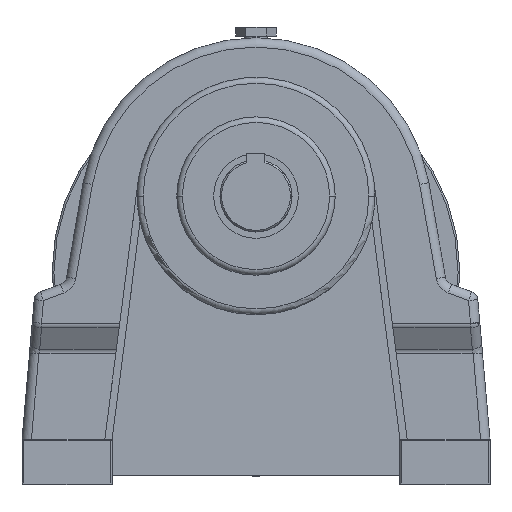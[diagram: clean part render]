
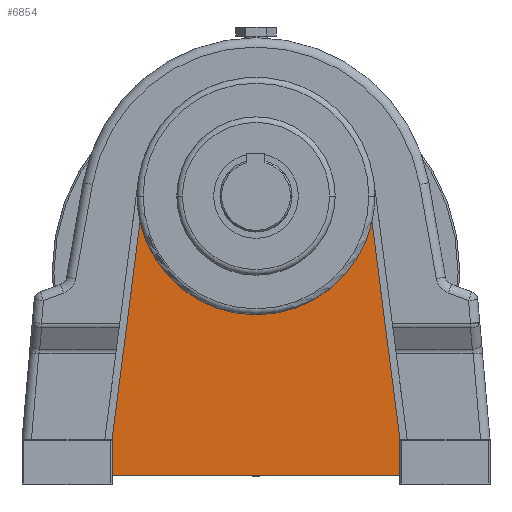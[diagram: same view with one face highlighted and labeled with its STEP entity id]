
A CAD part, top view. The second image highlights one B-rep face of the part: STEP entity #6854.
In plain terms, the highlighted planar face has unit normal (0, 0, 1).
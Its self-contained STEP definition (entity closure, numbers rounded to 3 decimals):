
#191 = ORIENTED_EDGE ( 'NONE', *, *, #5012, .T. ) ;
#192 = VECTOR ( 'NONE', #5633, 1000. ) ;
#462 = CARTESIAN_POINT ( 'NONE',  ( 0., 0., -14.022 ) ) ;
#553 = VERTEX_POINT ( 'NONE', #2707 ) ;
#600 = DIRECTION ( 'NONE',  ( 0., 0., 1. ) ) ;
#891 = EDGE_CURVE ( 'NONE', #5701, #2224, #2012, .T. ) ;
#1057 = DIRECTION ( 'NONE',  ( -0.128, 0.992, 0. ) ) ;
#1102 = VECTOR ( 'NONE', #1319, 1000. ) ;
#1233 = CARTESIAN_POINT ( 'NONE',  ( -80., -155., -14.022 ) ) ;
#1319 = DIRECTION ( 'NONE',  ( -0.128, -0.992, 0. ) ) ;
#1630 = EDGE_CURVE ( 'NONE', #3607, #5701, #2156, .T. ) ;
#1670 = DIRECTION ( 'NONE',  ( 1., 0., 0. ) ) ;
#1714 = EDGE_LOOP ( 'NONE', ( #3940, #5364, #5914, #5533, #3907, #191 ) ) ;
#1839 = AXIS2_PLACEMENT_3D ( 'NONE', #462, #600, #5366 ) ;
#1961 = CARTESIAN_POINT ( 'NONE',  ( 80., -155., -14.022 ) ) ;
#1984 = VECTOR ( 'NONE', #2311, 1000. ) ;
#2012 = LINE ( 'NONE', #5368, #3248 ) ;
#2071 = CARTESIAN_POINT ( 'NONE',  ( 0., 0., -14.022 ) ) ;
#2156 = LINE ( 'NONE', #1961, #192 ) ;
#2163 = PLANE ( 'NONE',  #1839 ) ;
#2190 = VERTEX_POINT ( 'NONE', #1233 ) ;
#2213 = CARTESIAN_POINT ( 'NONE',  ( -80., -155., -14.022 ) ) ;
#2224 = VERTEX_POINT ( 'NONE', #2990 ) ;
#2244 = CARTESIAN_POINT ( 'NONE',  ( -80., -135., -14.022 ) ) ;
#2311 = DIRECTION ( 'NONE',  ( 0., -1., 0. ) ) ;
#2392 = LINE ( 'NONE', #2244, #1984 ) ;
#2422 = EDGE_CURVE ( 'NONE', #3835, #2190, #2392, .T. ) ;
#2707 = CARTESIAN_POINT ( 'NONE',  ( -64.41, -14.398, -14.022 ) ) ;
#2774 = AXIS2_PLACEMENT_3D ( 'NONE', #2071, #5743, #4773 ) ;
#2990 = CARTESIAN_POINT ( 'NONE',  ( 64.41, -14.398, -14.022 ) ) ;
#3248 = VECTOR ( 'NONE', #1057, 1000. ) ;
#3467 = LINE ( 'NONE', #2213, #5920 ) ;
#3520 = FACE_OUTER_BOUND ( 'NONE', #1714, .T. ) ;
#3607 = VERTEX_POINT ( 'NONE', #3814 ) ;
#3814 = CARTESIAN_POINT ( 'NONE',  ( 80., -155., -14.022 ) ) ;
#3835 = VERTEX_POINT ( 'NONE', #4991 ) ;
#3907 = ORIENTED_EDGE ( 'NONE', *, *, #6713, .T. ) ;
#3940 = ORIENTED_EDGE ( 'NONE', *, *, #2422, .T. ) ;
#4477 = CIRCLE ( 'NONE', #2774, 66. ) ;
#4509 = CARTESIAN_POINT ( 'NONE',  ( -64.41, -14.398, -14.022 ) ) ;
#4773 = DIRECTION ( 'NONE',  ( 1., 0., 0. ) ) ;
#4796 = EDGE_CURVE ( 'NONE', #2190, #3607, #3467, .T. ) ;
#4991 = CARTESIAN_POINT ( 'NONE',  ( -80., -135., -14.022 ) ) ;
#5012 = EDGE_CURVE ( 'NONE', #553, #3835, #5422, .T. ) ;
#5364 = ORIENTED_EDGE ( 'NONE', *, *, #4796, .T. ) ;
#5366 = DIRECTION ( 'NONE',  ( 1., 0., 0. ) ) ;
#5368 = CARTESIAN_POINT ( 'NONE',  ( 80., -135., -14.022 ) ) ;
#5422 = LINE ( 'NONE', #4509, #1102 ) ;
#5533 = ORIENTED_EDGE ( 'NONE', *, *, #891, .T. ) ;
#5633 = DIRECTION ( 'NONE',  ( 0., 1., 0. ) ) ;
#5701 = VERTEX_POINT ( 'NONE', #6591 ) ;
#5743 = DIRECTION ( 'NONE',  ( 0., 0., -1. ) ) ;
#5914 = ORIENTED_EDGE ( 'NONE', *, *, #1630, .T. ) ;
#5920 = VECTOR ( 'NONE', #1670, 1000. ) ;
#6591 = CARTESIAN_POINT ( 'NONE',  ( 80., -135., -14.022 ) ) ;
#6713 = EDGE_CURVE ( 'NONE', #2224, #553, #4477, .T. ) ;
#6854 = ADVANCED_FACE ( 'NONE', ( #3520 ), #2163, .T. ) ;
